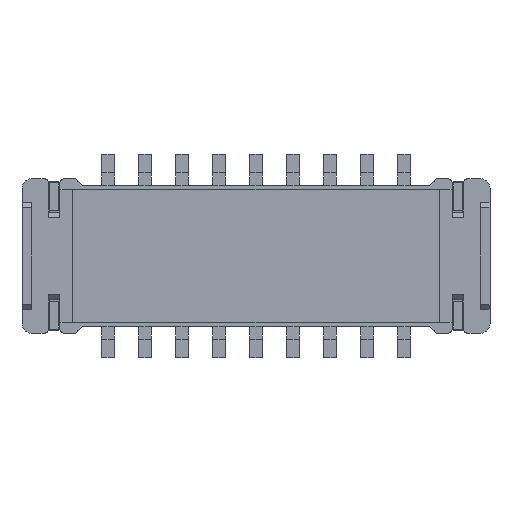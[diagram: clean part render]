
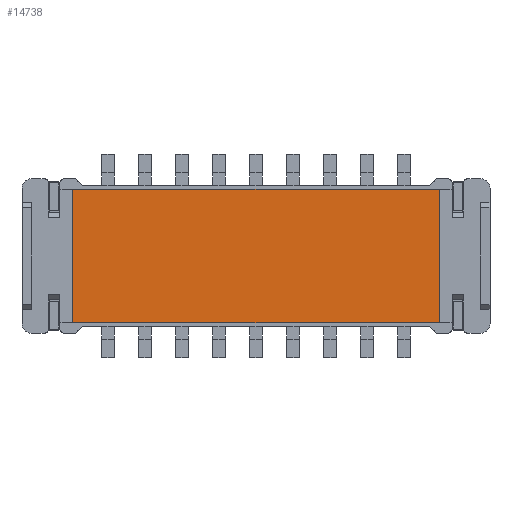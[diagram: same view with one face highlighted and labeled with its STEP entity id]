
A CAD part, front view. The second image highlights one B-rep face of the part: STEP entity #14738.
In plain terms, the highlighted planar face has unit normal (0, -1, 0).
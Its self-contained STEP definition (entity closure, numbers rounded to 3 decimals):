
#507=DIRECTION('',(1.,0.,0.));
#508=VECTOR('',#507,3.96);
#509=CARTESIAN_POINT('',(-1.98,0.,-0.72));
#510=LINE('',#509,#508);
#511=DIRECTION('',(0.,0.,1.));
#512=VECTOR('',#511,1.44);
#513=CARTESIAN_POINT('',(-1.98,0.,-0.72));
#514=LINE('',#513,#512);
#515=DIRECTION('',(1.,0.,0.));
#516=VECTOR('',#515,3.96);
#517=CARTESIAN_POINT('',(-1.98,0.,0.72));
#518=LINE('',#517,#516);
#519=DIRECTION('',(0.,0.,1.));
#520=VECTOR('',#519,1.44);
#521=CARTESIAN_POINT('',(1.98,0.,-0.72));
#522=LINE('',#521,#520);
#14036=CARTESIAN_POINT('',(-1.98,0.,-0.72));
#14037=CARTESIAN_POINT('',(1.98,0.,-0.72));
#14038=VERTEX_POINT('',#14036);
#14039=VERTEX_POINT('',#14037);
#14060=CARTESIAN_POINT('',(-1.98,0.,0.72));
#14061=VERTEX_POINT('',#14060);
#14062=CARTESIAN_POINT('',(1.98,0.,0.72));
#14063=VERTEX_POINT('',#14062);
#14724=CARTESIAN_POINT('',(-2.53,0.,0.835));
#14725=DIRECTION('',(0.,-1.,0.));
#14726=DIRECTION('',(0.,0.,-1.));
#14727=AXIS2_PLACEMENT_3D('',#14724,#14725,#14726);
#14728=PLANE('',#14727);
#14729=ORIENTED_EDGE('',*,*,#14708,.F.);
#14731=ORIENTED_EDGE('',*,*,#14730,.T.);
#14733=ORIENTED_EDGE('',*,*,#14732,.T.);
#14735=ORIENTED_EDGE('',*,*,#14734,.F.);
#14736=EDGE_LOOP('',(#14729,#14731,#14733,#14735));
#14737=FACE_OUTER_BOUND('',#14736,.F.);
#14738=ADVANCED_FACE('',(#14737),#14728,.T.);
#14708=EDGE_CURVE('',#14038,#14039,#510,.T.);
#14730=EDGE_CURVE('',#14038,#14061,#514,.T.);
#14732=EDGE_CURVE('',#14061,#14063,#518,.T.);
#14734=EDGE_CURVE('',#14039,#14063,#522,.T.);
